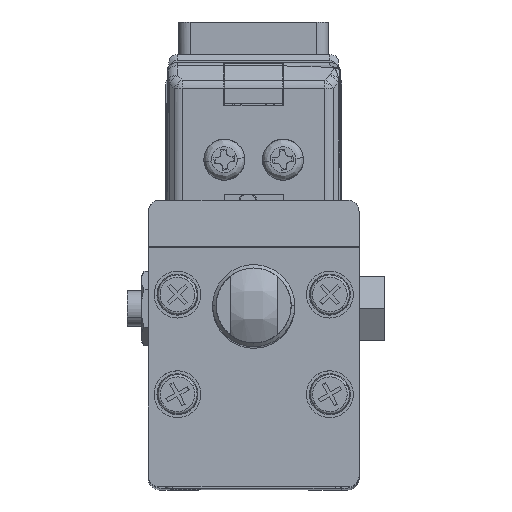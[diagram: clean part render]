
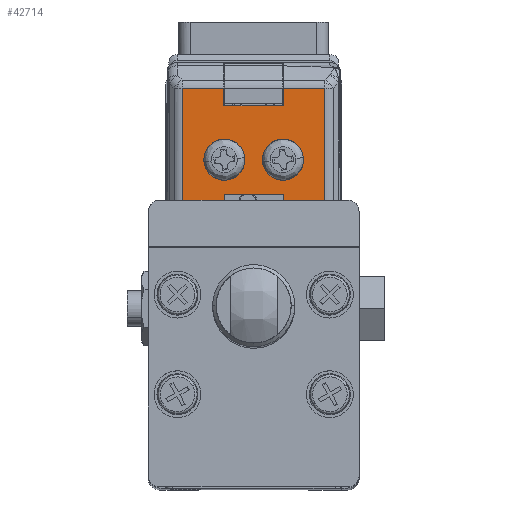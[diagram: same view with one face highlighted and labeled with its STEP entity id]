
A CAD part, top view. The second image highlights one B-rep face of the part: STEP entity #42714.
In plain terms, the highlighted planar face has unit normal (0, 0, 1).
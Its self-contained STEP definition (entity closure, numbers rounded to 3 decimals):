
#1820 = AXIS2_PLACEMENT_3D ( 'NONE', #46307, #53195, #73207 ) ;
#2800 = VECTOR ( 'NONE', #10856, 1000. ) ;
#2890 = CARTESIAN_POINT ( 'NONE',  ( 0., -2.5, 22. ) ) ;
#3024 = CARTESIAN_POINT ( 'NONE',  ( -7.5, 2.525, 22. ) ) ;
#3174 = DIRECTION ( 'NONE',  ( 1., 0., 0. ) ) ;
#3810 = CARTESIAN_POINT ( 'NONE',  ( -2.975, -7.5, 22. ) ) ;
#5683 = CARTESIAN_POINT ( 'NONE',  ( 6.086, -6.086, 22. ) ) ;
#5701 = LINE ( 'NONE', #33846, #55287 ) ;
#7609 = ORIENTED_EDGE ( 'NONE', *, *, #23817, .T. ) ;
#8772 = AXIS2_PLACEMENT_3D ( 'NONE', #66647, #60245, #12933 ) ;
#10372 = CARTESIAN_POINT ( 'NONE',  ( 4.6, -2.55, 22. ) ) ;
#10856 = DIRECTION ( 'NONE',  ( 0., 1., 0. ) ) ;
#10890 = ORIENTED_EDGE ( 'NONE', *, *, #77170, .T. ) ;
#12933 = DIRECTION ( 'NONE',  ( 1., 0., 0. ) ) ;
#13326 = ORIENTED_EDGE ( 'NONE', *, *, #46962, .T. ) ;
#14053 = ORIENTED_EDGE ( 'NONE', *, *, #77156, .T. ) ;
#15250 = VERTEX_POINT ( 'NONE', #71796 ) ;
#15253 = DIRECTION ( 'NONE',  ( 1., 0., 0. ) ) ;
#15424 = DIRECTION ( 'NONE',  ( 0., 1., 0. ) ) ;
#15507 = EDGE_CURVE ( 'NONE', #83981, #69195, #78162, .T. ) ;
#15767 = DIRECTION ( 'NONE',  ( -1., 0., 0. ) ) ;
#16320 = LINE ( 'NONE', #48677, #25638 ) ;
#16779 = AXIS2_PLACEMENT_3D ( 'NONE', #2890, #22860, #3174 ) ;
#17911 = ORIENTED_EDGE ( 'NONE', *, *, #20507, .T. ) ;
#19676 = DIRECTION ( 'NONE',  ( 1., 0., 0. ) ) ;
#20063 = ORIENTED_EDGE ( 'NONE', *, *, #32942, .T. ) ;
#20507 = EDGE_CURVE ( 'NONE', #15250, #53186, #50785, .T. ) ;
#22376 = VECTOR ( 'NONE', #57594, 1000. ) ;
#22860 = DIRECTION ( 'NONE',  ( 0., 0., -1. ) ) ;
#22942 = EDGE_CURVE ( 'NONE', #32310, #80835, #34015, .T. ) ;
#23817 = EDGE_CURVE ( 'NONE', #72985, #54766, #62682, .T. ) ;
#25638 = VECTOR ( 'NONE', #15424, 1000. ) ;
#26072 = CARTESIAN_POINT ( 'NONE',  ( 0., 2.5, 22. ) ) ;
#26123 = EDGE_CURVE ( 'NONE', #28866, #72985, #81980, .T. ) ;
#26459 = VERTEX_POINT ( 'NONE', #5683 ) ;
#26512 = CARTESIAN_POINT ( 'NONE',  ( -2.975, 2.525, 22. ) ) ;
#27238 = ORIENTED_EDGE ( 'NONE', *, *, #46565, .T. ) ;
#27371 = CARTESIAN_POINT ( 'NONE',  ( -7.5, -7.5, 22. ) ) ;
#28866 = VERTEX_POINT ( 'NONE', #51900 ) ;
#29061 = DIRECTION ( 'NONE',  ( 1., 0., 0. ) ) ;
#30376 = VECTOR ( 'NONE', #66031, 1000. ) ;
#32310 = VERTEX_POINT ( 'NONE', #66822 ) ;
#32477 = ORIENTED_EDGE ( 'NONE', *, *, #56662, .T. ) ;
#32717 = VERTEX_POINT ( 'NONE', #58068 ) ;
#32942 = EDGE_CURVE ( 'NONE', #54766, #70694, #5701, .T. ) ;
#33041 = DIRECTION ( 'NONE',  ( -1., 0., 0. ) ) ;
#33153 = LINE ( 'NONE', #3810, #40321 ) ;
#33609 = VECTOR ( 'NONE', #83053, 1000. ) ;
#33846 = CARTESIAN_POINT ( 'NONE',  ( 9., 2.55, 22. ) ) ;
#34015 = CIRCLE ( 'NONE', #16779, 1.75 ) ;
#34814 = LINE ( 'NONE', #37163, #22376 ) ;
#35884 = CIRCLE ( 'NONE', #8772, 1.75 ) ;
#36522 = EDGE_LOOP ( 'NONE', ( #49018, #27238 ) ) ;
#37163 = CARTESIAN_POINT ( 'NONE',  ( 6.086, -7.5, 22. ) ) ;
#38060 = EDGE_CURVE ( 'NONE', #69195, #48649, #45413, .T. ) ;
#39762 = ORIENTED_EDGE ( 'NONE', *, *, #15507, .T. ) ;
#40224 = PLANE ( 'NONE',  #1820 ) ;
#40321 = VECTOR ( 'NONE', #63560, 1000. ) ;
#40608 = FACE_OUTER_BOUND ( 'NONE', #72286, .T. ) ;
#40990 = EDGE_CURVE ( 'NONE', #32717, #63369, #69653, .T. ) ;
#42156 = EDGE_CURVE ( 'NONE', #48649, #26459, #69668, .T. ) ;
#42714 = ADVANCED_FACE ( 'NONE', ( #43696, #81029, #40608 ), #40224, .T. ) ;
#43688 = LINE ( 'NONE', #82867, #84056 ) ;
#43696 = FACE_BOUND ( 'NONE', #36522, .T. ) ;
#44002 = EDGE_CURVE ( 'NONE', #63369, #83981, #33153, .T. ) ;
#45413 = LINE ( 'NONE', #27371, #84794 ) ;
#46307 = CARTESIAN_POINT ( 'NONE',  ( -7.5, -7.5, 22. ) ) ;
#46565 = EDGE_CURVE ( 'NONE', #80835, #32310, #35884, .T. ) ;
#46962 = EDGE_CURVE ( 'NONE', #26459, #28866, #34814, .T. ) ;
#48649 = VERTEX_POINT ( 'NONE', #71191 ) ;
#48677 = CARTESIAN_POINT ( 'NONE',  ( 6.086, -7.5, 22. ) ) ;
#48803 = CARTESIAN_POINT ( 'NONE',  ( 1.75, 2.5, 22. ) ) ;
#49018 = ORIENTED_EDGE ( 'NONE', *, *, #22942, .T. ) ;
#49268 = DIRECTION ( 'NONE',  ( 0., -1., 0. ) ) ;
#49528 = AXIS2_PLACEMENT_3D ( 'NONE', #26072, #64104, #19676 ) ;
#50292 = CARTESIAN_POINT ( 'NONE',  ( -7.5, -2.525, 22. ) ) ;
#50785 = CIRCLE ( 'NONE', #71483, 1.75 ) ;
#51900 = CARTESIAN_POINT ( 'NONE',  ( 6.086, -2.55, 22. ) ) ;
#52826 = ORIENTED_EDGE ( 'NONE', *, *, #44002, .T. ) ;
#53186 = VERTEX_POINT ( 'NONE', #48803 ) ;
#53195 = DIRECTION ( 'NONE',  ( 0., 0., 1. ) ) ;
#54102 = ORIENTED_EDGE ( 'NONE', *, *, #42156, .T. ) ;
#54258 = DIRECTION ( 'NONE',  ( 1., 0., 0. ) ) ;
#54766 = VERTEX_POINT ( 'NONE', #85565 ) ;
#54769 = DIRECTION ( 'NONE',  ( 0., 0., -1. ) ) ;
#55047 = VECTOR ( 'NONE', #29061, 1000. ) ;
#55287 = VECTOR ( 'NONE', #54258, 1000. ) ;
#56366 = CARTESIAN_POINT ( 'NONE',  ( -7.5, 6.086, 22. ) ) ;
#56662 = EDGE_CURVE ( 'NONE', #75594, #62434, #43688, .T. ) ;
#57594 = DIRECTION ( 'NONE',  ( 0., 1., 0. ) ) ;
#57826 = ORIENTED_EDGE ( 'NONE', *, *, #26123, .T. ) ;
#58068 = CARTESIAN_POINT ( 'NONE',  ( -7.5, 2.525, 22. ) ) ;
#59387 = CIRCLE ( 'NONE', #49528, 1.75 ) ;
#59921 = CARTESIAN_POINT ( 'NONE',  ( -7.5, -6.086, 22. ) ) ;
#60245 = DIRECTION ( 'NONE',  ( 0., 0., -1. ) ) ;
#62434 = VERTEX_POINT ( 'NONE', #56366 ) ;
#62679 = CARTESIAN_POINT ( 'NONE',  ( -7.5, -7.5, 22. ) ) ;
#62682 = LINE ( 'NONE', #83452, #2800 ) ;
#63369 = VERTEX_POINT ( 'NONE', #26512 ) ;
#63560 = DIRECTION ( 'NONE',  ( 0., -1., 0. ) ) ;
#64104 = DIRECTION ( 'NONE',  ( 0., 0., -1. ) ) ;
#64252 = VECTOR ( 'NONE', #33041, 1000. ) ;
#64487 = CARTESIAN_POINT ( 'NONE',  ( -7.5, -2.525, 22. ) ) ;
#65119 = CARTESIAN_POINT ( 'NONE',  ( -1.75, -2.5, 22. ) ) ;
#66031 = DIRECTION ( 'NONE',  ( 1., 0., 0. ) ) ;
#66647 = CARTESIAN_POINT ( 'NONE',  ( 0., -2.5, 22. ) ) ;
#66822 = CARTESIAN_POINT ( 'NONE',  ( 1.75, -2.5, 22. ) ) ;
#67773 = CARTESIAN_POINT ( 'NONE',  ( 6.086, 6.086, 22. ) ) ;
#68918 = ORIENTED_EDGE ( 'NONE', *, *, #82198, .T. ) ;
#69195 = VERTEX_POINT ( 'NONE', #64487 ) ;
#69653 = LINE ( 'NONE', #3024, #55047 ) ;
#69668 = LINE ( 'NONE', #59921, #30376 ) ;
#70694 = VERTEX_POINT ( 'NONE', #84323 ) ;
#71191 = CARTESIAN_POINT ( 'NONE',  ( -7.5, -6.086, 22. ) ) ;
#71483 = AXIS2_PLACEMENT_3D ( 'NONE', #75414, #54769, #15253 ) ;
#71796 = CARTESIAN_POINT ( 'NONE',  ( -1.75, 2.5, 22. ) ) ;
#71842 = LINE ( 'NONE', #62679, #33609 ) ;
#71910 = VECTOR ( 'NONE', #82764, 1000. ) ;
#72286 = EDGE_LOOP ( 'NONE', ( #13326, #57826, #7609, #20063, #68918, #32477, #14053, #84065, #52826, #39762, #73594, #54102 ) ) ;
#72352 = CARTESIAN_POINT ( 'NONE',  ( 4.8, -2.55, 22. ) ) ;
#72985 = VERTEX_POINT ( 'NONE', #10372 ) ;
#73207 = DIRECTION ( 'NONE',  ( 1., 0., 0. ) ) ;
#73594 = ORIENTED_EDGE ( 'NONE', *, *, #38060, .T. ) ;
#75414 = CARTESIAN_POINT ( 'NONE',  ( 0., 2.5, 22. ) ) ;
#75594 = VERTEX_POINT ( 'NONE', #67773 ) ;
#77156 = EDGE_CURVE ( 'NONE', #62434, #32717, #71842, .T. ) ;
#77170 = EDGE_CURVE ( 'NONE', #53186, #15250, #59387, .T. ) ;
#78162 = LINE ( 'NONE', #50292, #71910 ) ;
#80835 = VERTEX_POINT ( 'NONE', #65119 ) ;
#81029 = FACE_BOUND ( 'NONE', #85108, .T. ) ;
#81845 = CARTESIAN_POINT ( 'NONE',  ( -2.975, -2.525, 22. ) ) ;
#81980 = LINE ( 'NONE', #72352, #64252 ) ;
#82198 = EDGE_CURVE ( 'NONE', #70694, #75594, #16320, .T. ) ;
#82764 = DIRECTION ( 'NONE',  ( -1., 0., 0. ) ) ;
#82867 = CARTESIAN_POINT ( 'NONE',  ( -7.5, 6.086, 22. ) ) ;
#83053 = DIRECTION ( 'NONE',  ( 0., -1., 0. ) ) ;
#83452 = CARTESIAN_POINT ( 'NONE',  ( 4.6, -7.5, 22. ) ) ;
#83981 = VERTEX_POINT ( 'NONE', #81845 ) ;
#84056 = VECTOR ( 'NONE', #15767, 1000. ) ;
#84065 = ORIENTED_EDGE ( 'NONE', *, *, #40990, .T. ) ;
#84323 = CARTESIAN_POINT ( 'NONE',  ( 6.086, 2.55, 22. ) ) ;
#84794 = VECTOR ( 'NONE', #49268, 1000. ) ;
#85108 = EDGE_LOOP ( 'NONE', ( #10890, #17911 ) ) ;
#85565 = CARTESIAN_POINT ( 'NONE',  ( 4.6, 2.55, 22. ) ) ;
